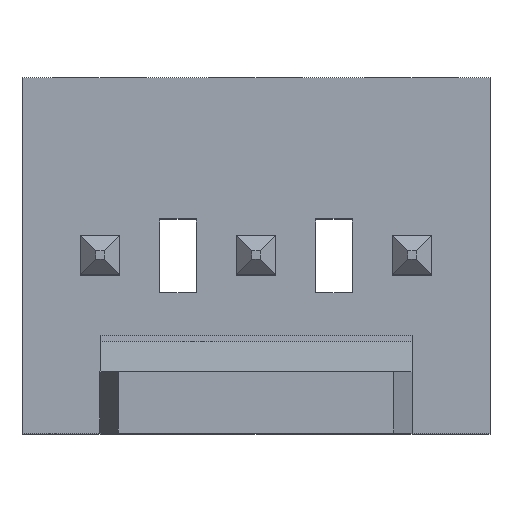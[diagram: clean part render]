
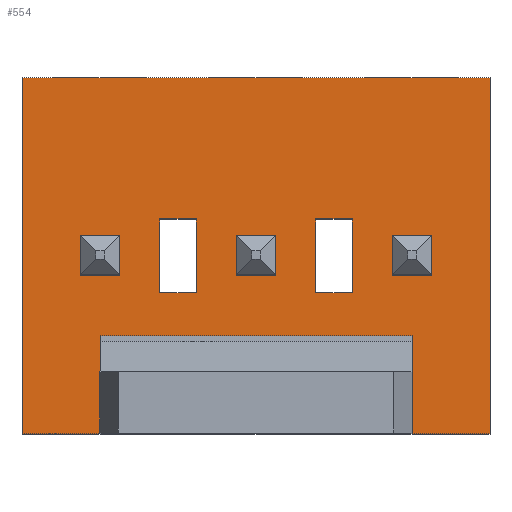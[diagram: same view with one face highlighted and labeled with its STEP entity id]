
A CAD part, top view. The second image highlights one B-rep face of the part: STEP entity #554.
In plain terms, the highlighted planar face has unit normal (0, 0, 1).
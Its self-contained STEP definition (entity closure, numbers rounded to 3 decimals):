
#12=DIRECTION('',(0.,0.,1.));
#27=VECTOR('',#28,1.);
#28=DIRECTION('',(1.,0.,0.));
#34=VECTOR('',#35,1.);
#35=DIRECTION('',(0.,1.,0.));
#69=VECTOR('',#70,1.);
#70=DIRECTION('',(-1.,0.,0.));
#120=VERTEX_POINT('',#121);
#121=CARTESIAN_POINT('',(6.35,-2.9,3.17));
#124=EDGE_CURVE('',#125,#120,#127,.T.);
#125=VERTEX_POINT('',#126);
#126=CARTESIAN_POINT('',(5.08,-2.9,3.17));
#127=LINE('',#128,#27);
#128=CARTESIAN_POINT('',(-1.27,-2.9,3.17));
#151=VERTEX_POINT('',#152);
#152=CARTESIAN_POINT('',(0.,-2.9,3.17));
#155=EDGE_CURVE('',#156,#151,#127,.T.);
#156=VERTEX_POINT('',#128);
#230=DIRECTION('',(0.,-1.,0.));
#239=VECTOR('',#230,1.);
#543=ORIENTED_EDGE('',*,*,#544,.T.);
#544=EDGE_CURVE('',#120,#545,#547,.T.);
#545=VERTEX_POINT('',#546);
#546=CARTESIAN_POINT('',(6.35,2.9,3.17));
#547=LINE('',#121,#34);
#554=ADVANCED_FACE('',(#555,#585,#611,#633,#659,#681),#707,.T.);
#555=FACE_BOUND('',#556,.T.);
#556=EDGE_LOOP('',(#557,#562,#563,#570,#578,#581,#543,#582));
#557=ORIENTED_EDGE('',*,*,#558,.T.);
#558=EDGE_CURVE('',#559,#156,#561,.T.);
#559=VERTEX_POINT('',#560);
#560=CARTESIAN_POINT('',(-1.27,2.9,3.17));
#561=LINE('',#560,#239);
#562=ORIENTED_EDGE('',*,*,#155,.T.);
#563=ORIENTED_EDGE('',*,*,#564,.F.);
#564=EDGE_CURVE('',#565,#151,#567,.T.);
#565=VERTEX_POINT('',#566);
#566=CARTESIAN_POINT('',(0.,-1.3,3.17));
#567=LINE('',#566,#568);
#568=VECTOR('',#569,1.);
#569=DIRECTION('',(-0.,-1.,-0.));
#570=ORIENTED_EDGE('',*,*,#571,.F.);
#571=EDGE_CURVE('',#572,#565,#574,.T.);
#572=VERTEX_POINT('',#573);
#573=CARTESIAN_POINT('',(5.08,-1.3,3.17));
#574=LINE('',#575,#576);
#575=CARTESIAN_POINT('',(2.54,-1.3,3.17));
#576=VECTOR('',#577,1.);
#577=DIRECTION('',(-1.,-0.,-0.));
#578=ORIENTED_EDGE('',*,*,#579,.T.);
#579=EDGE_CURVE('',#572,#125,#580,.T.);
#580=LINE('',#573,#239);
#581=ORIENTED_EDGE('',*,*,#124,.T.);
#582=ORIENTED_EDGE('',*,*,#583,.T.);
#583=EDGE_CURVE('',#545,#559,#584,.T.);
#584=LINE('',#546,#69);
#585=FACE_BOUND('',#586,.T.);
#586=EDGE_LOOP('',(#587,#595,#601,#607));
#587=ORIENTED_EDGE('',*,*,#588,.T.);
#588=EDGE_CURVE('',#589,#591,#593,.T.);
#589=VERTEX_POINT('',#590);
#590=CARTESIAN_POINT('',(0.32,-0.32,3.17));
#591=VERTEX_POINT('',#592);
#592=CARTESIAN_POINT('',(-0.32,-0.32,3.17));
#593=LINE('',#594,#69);
#594=CARTESIAN_POINT('',(1.11,-0.32,3.17));
#595=ORIENTED_EDGE('',*,*,#596,.T.);
#596=EDGE_CURVE('',#591,#597,#599,.T.);
#597=VERTEX_POINT('',#598);
#598=CARTESIAN_POINT('',(-0.32,0.32,3.17));
#599=LINE('',#600,#34);
#600=CARTESIAN_POINT('',(-0.32,0.,3.17));
#601=ORIENTED_EDGE('',*,*,#602,.T.);
#602=EDGE_CURVE('',#597,#603,#605,.T.);
#603=VERTEX_POINT('',#604);
#604=CARTESIAN_POINT('',(0.32,0.32,3.17));
#605=LINE('',#606,#27);
#606=CARTESIAN_POINT('',(1.11,0.32,3.17));
#607=ORIENTED_EDGE('',*,*,#608,.F.);
#608=EDGE_CURVE('',#589,#603,#609,.T.);
#609=LINE('',#610,#34);
#610=CARTESIAN_POINT('',(0.32,0.,3.17));
#611=FACE_BOUND('',#612,.T.);
#612=EDGE_LOOP('',(#613,#620,#625,#630));
#613=ORIENTED_EDGE('',*,*,#614,.F.);
#614=EDGE_CURVE('',#615,#617,#619,.T.);
#615=VERTEX_POINT('',#616);
#616=CARTESIAN_POINT('',(0.97,0.6,3.17));
#617=VERTEX_POINT('',#618);
#618=CARTESIAN_POINT('',(0.97,-0.6,3.17));
#619=LINE('',#616,#239);
#620=ORIENTED_EDGE('',*,*,#621,.F.);
#621=EDGE_CURVE('',#622,#615,#624,.T.);
#622=VERTEX_POINT('',#623);
#623=CARTESIAN_POINT('',(1.57,0.6,3.17));
#624=LINE('',#623,#69);
#625=ORIENTED_EDGE('',*,*,#626,.F.);
#626=EDGE_CURVE('',#627,#622,#629,.T.);
#627=VERTEX_POINT('',#628);
#628=CARTESIAN_POINT('',(1.57,-0.6,3.17));
#629=LINE('',#628,#34);
#630=ORIENTED_EDGE('',*,*,#631,.F.);
#631=EDGE_CURVE('',#617,#627,#632,.T.);
#632=LINE('',#618,#27);
#633=FACE_BOUND('',#634,.T.);
#634=EDGE_LOOP('',(#635,#643,#649,#655));
#635=ORIENTED_EDGE('',*,*,#636,.T.);
#636=EDGE_CURVE('',#637,#639,#641,.T.);
#637=VERTEX_POINT('',#638);
#638=CARTESIAN_POINT('',(2.86,-0.32,3.17));
#639=VERTEX_POINT('',#640);
#640=CARTESIAN_POINT('',(2.22,-0.32,3.17));
#641=LINE('',#642,#69);
#642=CARTESIAN_POINT('',(2.38,-0.32,3.17));
#643=ORIENTED_EDGE('',*,*,#644,.T.);
#644=EDGE_CURVE('',#639,#645,#647,.T.);
#645=VERTEX_POINT('',#646);
#646=CARTESIAN_POINT('',(2.22,0.32,3.17));
#647=LINE('',#648,#34);
#648=CARTESIAN_POINT('',(2.22,0.,3.17));
#649=ORIENTED_EDGE('',*,*,#650,.T.);
#650=EDGE_CURVE('',#645,#651,#653,.T.);
#651=VERTEX_POINT('',#652);
#652=CARTESIAN_POINT('',(2.86,0.32,3.17));
#653=LINE('',#654,#27);
#654=CARTESIAN_POINT('',(2.38,0.32,3.17));
#655=ORIENTED_EDGE('',*,*,#656,.F.);
#656=EDGE_CURVE('',#637,#651,#657,.T.);
#657=LINE('',#658,#34);
#658=CARTESIAN_POINT('',(2.86,0.,3.17));
#659=FACE_BOUND('',#660,.T.);
#660=EDGE_LOOP('',(#661,#668,#673,#678));
#661=ORIENTED_EDGE('',*,*,#662,.F.);
#662=EDGE_CURVE('',#663,#665,#667,.T.);
#663=VERTEX_POINT('',#664);
#664=CARTESIAN_POINT('',(3.51,-0.6,3.17));
#665=VERTEX_POINT('',#666);
#666=CARTESIAN_POINT('',(4.11,-0.6,3.17));
#667=LINE('',#664,#27);
#668=ORIENTED_EDGE('',*,*,#669,.F.);
#669=EDGE_CURVE('',#670,#663,#672,.T.);
#670=VERTEX_POINT('',#671);
#671=CARTESIAN_POINT('',(3.51,0.6,3.17));
#672=LINE('',#671,#239);
#673=ORIENTED_EDGE('',*,*,#674,.F.);
#674=EDGE_CURVE('',#675,#670,#677,.T.);
#675=VERTEX_POINT('',#676);
#676=CARTESIAN_POINT('',(4.11,0.6,3.17));
#677=LINE('',#676,#69);
#678=ORIENTED_EDGE('',*,*,#679,.F.);
#679=EDGE_CURVE('',#665,#675,#680,.T.);
#680=LINE('',#666,#34);
#681=FACE_BOUND('',#682,.T.);
#682=EDGE_LOOP('',(#683,#691,#697,#703));
#683=ORIENTED_EDGE('',*,*,#684,.T.);
#684=EDGE_CURVE('',#685,#687,#689,.T.);
#685=VERTEX_POINT('',#686);
#686=CARTESIAN_POINT('',(5.4,-0.32,3.17));
#687=VERTEX_POINT('',#688);
#688=CARTESIAN_POINT('',(4.76,-0.32,3.17));
#689=LINE('',#690,#69);
#690=CARTESIAN_POINT('',(3.65,-0.32,3.17));
#691=ORIENTED_EDGE('',*,*,#692,.T.);
#692=EDGE_CURVE('',#687,#693,#695,.T.);
#693=VERTEX_POINT('',#694);
#694=CARTESIAN_POINT('',(4.76,0.32,3.17));
#695=LINE('',#696,#34);
#696=CARTESIAN_POINT('',(4.76,0.,3.17));
#697=ORIENTED_EDGE('',*,*,#698,.T.);
#698=EDGE_CURVE('',#693,#699,#701,.T.);
#699=VERTEX_POINT('',#700);
#700=CARTESIAN_POINT('',(5.4,0.32,3.17));
#701=LINE('',#702,#27);
#702=CARTESIAN_POINT('',(3.65,0.32,3.17));
#703=ORIENTED_EDGE('',*,*,#704,.F.);
#704=EDGE_CURVE('',#685,#699,#705,.T.);
#705=LINE('',#706,#34);
#706=CARTESIAN_POINT('',(5.4,0.,3.17));
#707=PLANE('',#708);
#708=AXIS2_PLACEMENT_3D('',#709,#12,#28);
#709=CARTESIAN_POINT('',(2.54,0.,3.17));
